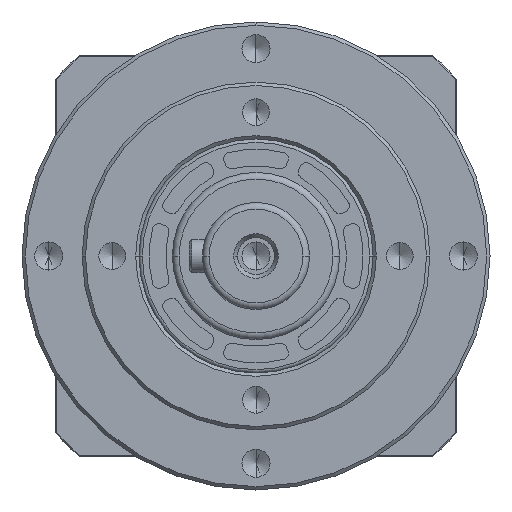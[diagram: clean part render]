
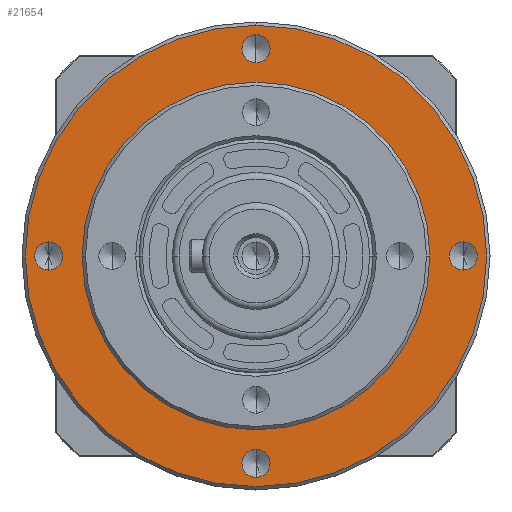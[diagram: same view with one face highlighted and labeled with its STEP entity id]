
A CAD part, left-side view. The second image highlights one B-rep face of the part: STEP entity #21654.
In plain terms, the highlighted planar face has unit normal (-1, 0, 0).
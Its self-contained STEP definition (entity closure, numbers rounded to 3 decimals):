
#106 = VERTEX_POINT ( 'NONE', #8747 ) ;
#212 = CIRCLE ( 'NONE', #11998, 2.1 ) ;
#359 = CARTESIAN_POINT ( 'NONE',  ( 0., 0., -31. ) ) ;
#646 = ORIENTED_EDGE ( 'NONE', *, *, #9472, .F. ) ;
#1077 = AXIS2_PLACEMENT_3D ( 'NONE', #19385, #8876, #21127 ) ;
#1287 = DIRECTION ( 'NONE',  ( -1., 0., 0. ) ) ;
#1394 = ORIENTED_EDGE ( 'NONE', *, *, #22364, .T. ) ;
#1527 = ORIENTED_EDGE ( 'NONE', *, *, #14021, .T. ) ;
#1715 = DIRECTION ( 'NONE',  ( 0., 0., 1. ) ) ;
#1843 = CIRCLE ( 'NONE', #20607, 26. ) ;
#1880 = EDGE_CURVE ( 'NONE', #14163, #13511, #9430, .T. ) ;
#1881 = FACE_BOUND ( 'NONE', #12269, .T. ) ;
#1956 = EDGE_CURVE ( 'NONE', #10865, #106, #17107, .T. ) ;
#2125 = DIRECTION ( 'NONE',  ( 0., 0., 1. ) ) ;
#2428 = FACE_BOUND ( 'NONE', #3086, .T. ) ;
#2534 = EDGE_LOOP ( 'NONE', ( #17987, #14570 ) ) ;
#2730 = CARTESIAN_POINT ( 'NONE',  ( 0., -26., 0. ) ) ;
#2830 = CARTESIAN_POINT ( 'NONE',  ( 0., 0., 0. ) ) ;
#3086 = EDGE_LOOP ( 'NONE', ( #22423, #9587 ) ) ;
#3419 = CIRCLE ( 'NONE', #1077, 2.1 ) ;
#4190 = ORIENTED_EDGE ( 'NONE', *, *, #1956, .F. ) ;
#4396 = VERTEX_POINT ( 'NONE', #14963 ) ;
#4460 = AXIS2_PLACEMENT_3D ( 'NONE', #10443, #22679, #12211 ) ;
#4521 = PLANE ( 'NONE',  #14027 ) ;
#4568 = ORIENTED_EDGE ( 'NONE', *, *, #13432, .T. ) ;
#4598 = DIRECTION ( 'NONE',  ( 0., 0., -1. ) ) ;
#4980 = CARTESIAN_POINT ( 'NONE',  ( 0., 0., 0. ) ) ;
#5080 = DIRECTION ( 'NONE',  ( -1., 0., 0. ) ) ;
#5278 = AXIS2_PLACEMENT_3D ( 'NONE', #18663, #8137, #20398 ) ;
#5288 = ORIENTED_EDGE ( 'NONE', *, *, #13548, .F. ) ;
#5932 = CIRCLE ( 'NONE', #22471, 26. ) ;
#6004 = DIRECTION ( 'NONE',  ( 0., 0., 1. ) ) ;
#6018 = VERTEX_POINT ( 'NONE', #17961 ) ;
#6027 = AXIS2_PLACEMENT_3D ( 'NONE', #15647, #5080, #17387 ) ;
#6478 = EDGE_CURVE ( 'NONE', #7013, #12399, #15143, .T. ) ;
#6544 = FACE_BOUND ( 'NONE', #6960, .T. ) ;
#6759 = DIRECTION ( 'NONE',  ( 0., 1., 0. ) ) ;
#6879 = CARTESIAN_POINT ( 'NONE',  ( 0., 31., 2.1 ) ) ;
#6911 = CARTESIAN_POINT ( 'NONE',  ( 0., 0., 34.5 ) ) ;
#6960 = EDGE_LOOP ( 'NONE', ( #11172, #1527 ) ) ;
#7013 = VERTEX_POINT ( 'NONE', #10655 ) ;
#7386 = AXIS2_PLACEMENT_3D ( 'NONE', #10231, #22461, #12001 ) ;
#7410 = DIRECTION ( 'NONE',  ( 1., 0., 0. ) ) ;
#7421 = EDGE_LOOP ( 'NONE', ( #4568, #1394 ) ) ;
#7592 = CIRCLE ( 'NONE', #6027, 2.1 ) ;
#8137 = DIRECTION ( 'NONE',  ( -1., 0., 0. ) ) ;
#8627 = AXIS2_PLACEMENT_3D ( 'NONE', #359, #12676, #2125 ) ;
#8747 = CARTESIAN_POINT ( 'NONE',  ( 0., 31., -2.1 ) ) ;
#8764 = CARTESIAN_POINT ( 'NONE',  ( 0., 0., -31. ) ) ;
#8876 = DIRECTION ( 'NONE',  ( -1., 0., 0. ) ) ;
#8921 = CARTESIAN_POINT ( 'NONE',  ( 0., 0., 28.9 ) ) ;
#9425 = CARTESIAN_POINT ( 'NONE',  ( 0., 26., 0. ) ) ;
#9430 = CIRCLE ( 'NONE', #5278, 2.1 ) ;
#9472 = EDGE_CURVE ( 'NONE', #106, #10865, #7592, .T. ) ;
#9506 = EDGE_CURVE ( 'NONE', #6018, #21565, #11173, .T. ) ;
#9581 = AXIS2_PLACEMENT_3D ( 'NONE', #22736, #12257, #1715 ) ;
#9587 = ORIENTED_EDGE ( 'NONE', *, *, #1880, .F. ) ;
#9684 = EDGE_CURVE ( 'NONE', #11170, #18683, #5932, .T. ) ;
#10128 = CIRCLE ( 'NONE', #7386, 34.5 ) ;
#10138 = CARTESIAN_POINT ( 'NONE',  ( 0., 31., 0. ) ) ;
#10231 = CARTESIAN_POINT ( 'NONE',  ( 0., 0., 0. ) ) ;
#10264 = VERTEX_POINT ( 'NONE', #6911 ) ;
#10443 = CARTESIAN_POINT ( 'NONE',  ( 0., 0., 0. ) ) ;
#10545 = DIRECTION ( 'NONE',  ( 0., 0., 1. ) ) ;
#10655 = CARTESIAN_POINT ( 'NONE',  ( 0., 0., -33.1 ) ) ;
#10865 = VERTEX_POINT ( 'NONE', #6879 ) ;
#11170 = VERTEX_POINT ( 'NONE', #9425 ) ;
#11172 = ORIENTED_EDGE ( 'NONE', *, *, #9684, .T. ) ;
#11173 = CIRCLE ( 'NONE', #9581, 2.1 ) ;
#11251 = FACE_BOUND ( 'NONE', #2534, .T. ) ;
#11494 = CIRCLE ( 'NONE', #4460, 34.5 ) ;
#11835 = CARTESIAN_POINT ( 'NONE',  ( 0., 0., 31. ) ) ;
#11998 = AXIS2_PLACEMENT_3D ( 'NONE', #11835, #1287, #13577 ) ;
#12001 = DIRECTION ( 'NONE',  ( 0., 0., -1. ) ) ;
#12153 = CARTESIAN_POINT ( 'NONE',  ( 0., 0., 33.1 ) ) ;
#12211 = DIRECTION ( 'NONE',  ( 0., 0., -1. ) ) ;
#12257 = DIRECTION ( 'NONE',  ( -1., 0., 0. ) ) ;
#12269 = EDGE_LOOP ( 'NONE', ( #5288, #13146 ) ) ;
#12399 = VERTEX_POINT ( 'NONE', #15692 ) ;
#12676 = DIRECTION ( 'NONE',  ( -1., 0., 0. ) ) ;
#13146 = ORIENTED_EDGE ( 'NONE', *, *, #6478, .F. ) ;
#13432 = EDGE_CURVE ( 'NONE', #4396, #10264, #10128, .T. ) ;
#13511 = VERTEX_POINT ( 'NONE', #12153 ) ;
#13548 = EDGE_CURVE ( 'NONE', #12399, #7013, #22439, .T. ) ;
#13577 = DIRECTION ( 'NONE',  ( 0., 0., 1. ) ) ;
#14021 = EDGE_CURVE ( 'NONE', #18683, #11170, #1843, .T. ) ;
#14027 = AXIS2_PLACEMENT_3D ( 'NONE', #2830, #15158, #4598 ) ;
#14163 = VERTEX_POINT ( 'NONE', #8921 ) ;
#14570 = ORIENTED_EDGE ( 'NONE', *, *, #15631, .F. ) ;
#14691 = DIRECTION ( 'NONE',  ( -1., 0., 0. ) ) ;
#14963 = CARTESIAN_POINT ( 'NONE',  ( 0., 0., -34.5 ) ) ;
#15143 = CIRCLE ( 'NONE', #8627, 2.1 ) ;
#15158 = DIRECTION ( 'NONE',  ( 1., 0., 0. ) ) ;
#15631 = EDGE_CURVE ( 'NONE', #21565, #6018, #3419, .T. ) ;
#15647 = CARTESIAN_POINT ( 'NONE',  ( 0., 31., 0. ) ) ;
#15692 = CARTESIAN_POINT ( 'NONE',  ( 0., 0., -28.9 ) ) ;
#15908 = AXIS2_PLACEMENT_3D ( 'NONE', #10138, #14691, #6004 ) ;
#16803 = AXIS2_PLACEMENT_3D ( 'NONE', #8764, #21003, #10545 ) ;
#17107 = CIRCLE ( 'NONE', #15908, 2.1 ) ;
#17288 = DIRECTION ( 'NONE',  ( 1., 0., 0. ) ) ;
#17387 = DIRECTION ( 'NONE',  ( 0., 0., 1. ) ) ;
#17927 = CARTESIAN_POINT ( 'NONE',  ( 0., 0., 0. ) ) ;
#17961 = CARTESIAN_POINT ( 'NONE',  ( 0., -31., 2.1 ) ) ;
#17987 = ORIENTED_EDGE ( 'NONE', *, *, #9506, .F. ) ;
#18372 = CARTESIAN_POINT ( 'NONE',  ( 0., -31., -2.1 ) ) ;
#18509 = EDGE_LOOP ( 'NONE', ( #4190, #646 ) ) ;
#18663 = CARTESIAN_POINT ( 'NONE',  ( 0., 0., 31. ) ) ;
#18683 = VERTEX_POINT ( 'NONE', #2730 ) ;
#19385 = CARTESIAN_POINT ( 'NONE',  ( 0., -31., 0. ) ) ;
#19684 = DIRECTION ( 'NONE',  ( 0., 1., 0. ) ) ;
#20019 = FACE_BOUND ( 'NONE', #18509, .T. ) ;
#20398 = DIRECTION ( 'NONE',  ( 0., 0., 1. ) ) ;
#20553 = FACE_OUTER_BOUND ( 'NONE', #7421, .T. ) ;
#20607 = AXIS2_PLACEMENT_3D ( 'NONE', #4980, #17288, #6759 ) ;
#21003 = DIRECTION ( 'NONE',  ( -1., 0., 0. ) ) ;
#21127 = DIRECTION ( 'NONE',  ( 0., 0., 1. ) ) ;
#21565 = VERTEX_POINT ( 'NONE', #18372 ) ;
#21654 = ADVANCED_FACE ( 'NONE', ( #6544, #20553, #2428, #11251, #1881, #20019 ), #4521, .F. ) ;
#22235 = EDGE_CURVE ( 'NONE', #13511, #14163, #212, .T. ) ;
#22364 = EDGE_CURVE ( 'NONE', #10264, #4396, #11494, .T. ) ;
#22423 = ORIENTED_EDGE ( 'NONE', *, *, #22235, .F. ) ;
#22439 = CIRCLE ( 'NONE', #16803, 2.1 ) ;
#22461 = DIRECTION ( 'NONE',  ( -1., 0., 0. ) ) ;
#22471 = AXIS2_PLACEMENT_3D ( 'NONE', #17927, #7410, #19684 ) ;
#22679 = DIRECTION ( 'NONE',  ( -1., 0., 0. ) ) ;
#22736 = CARTESIAN_POINT ( 'NONE',  ( 0., -31., 0. ) ) ;
